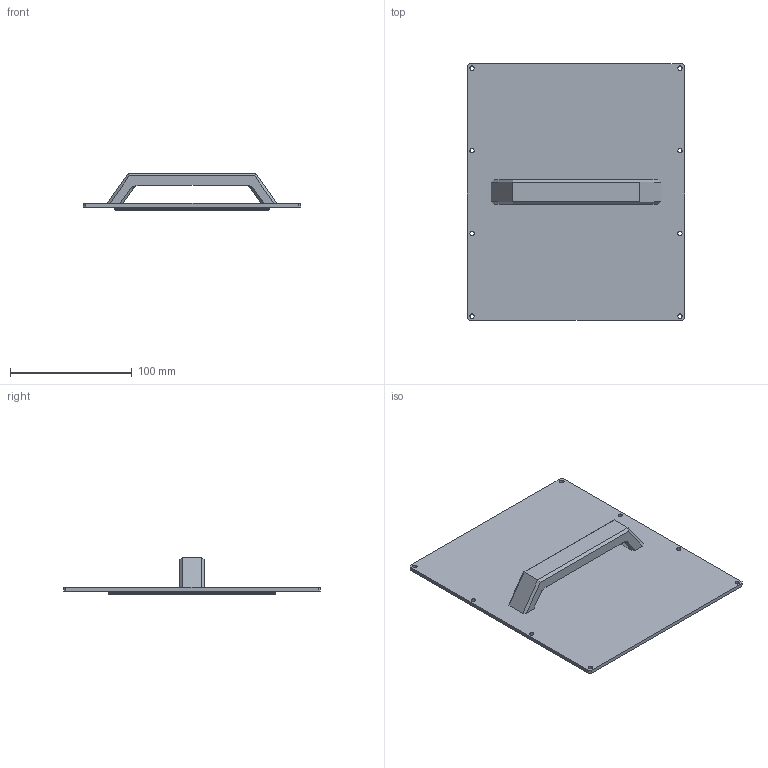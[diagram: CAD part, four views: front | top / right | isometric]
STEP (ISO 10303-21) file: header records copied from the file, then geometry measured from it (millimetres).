
FILE_DESCRIPTION(/* description */ (''),/* implementation_level */ '2;1');
FILE_NAME(/* name */ 'Carry Lid.step',/* time_stamp */ '2022-07-02T07:47:47-05:00',/* author */ (''),/* organization */ (''),/* preprocessor_version */ 'ST-DEVELOPER v19',/* originating_system */ 'Autodesk Translation Framework v11.7.0.108',/* authorisation */ '');
FILE_SCHEMA (('AUTOMOTIVE_DESIGN { 1 0 10303 214 3 1 1 }'));
Length unit declared in the file: millimetre
Products named in the file (3): Lid - Access Handle; Carry Handle; Lid - Handle Holes
Assembly tree (2 placements, depth 2):
  Lid - Access Handle
    Carry Handle
    Lid - Handle Holes
Bounding box: 178.6 x 211.39 x 30.79 mm (x, y, z)
Volume: 145818.5 mm3; surface area: 88660.1 mm2
Topology: 2 solids, 2 shells, 121 faces, 286 edges, 172 vertices
Faces by surface type: cylinder 50, plane 47, torus 12, sphere 12
Full cylindrical faces by diameter (mm): 2.85 x2, 3.6 x10
Entity records: 3593 total; most frequent: DIRECTION 642, CARTESIAN_POINT 624, ORIENTED_EDGE 572, EDGE_CURVE 286, AXIS2_PLACEMENT_3D 238, VERTEX_POINT 172, LINE 166, VECTOR 166
